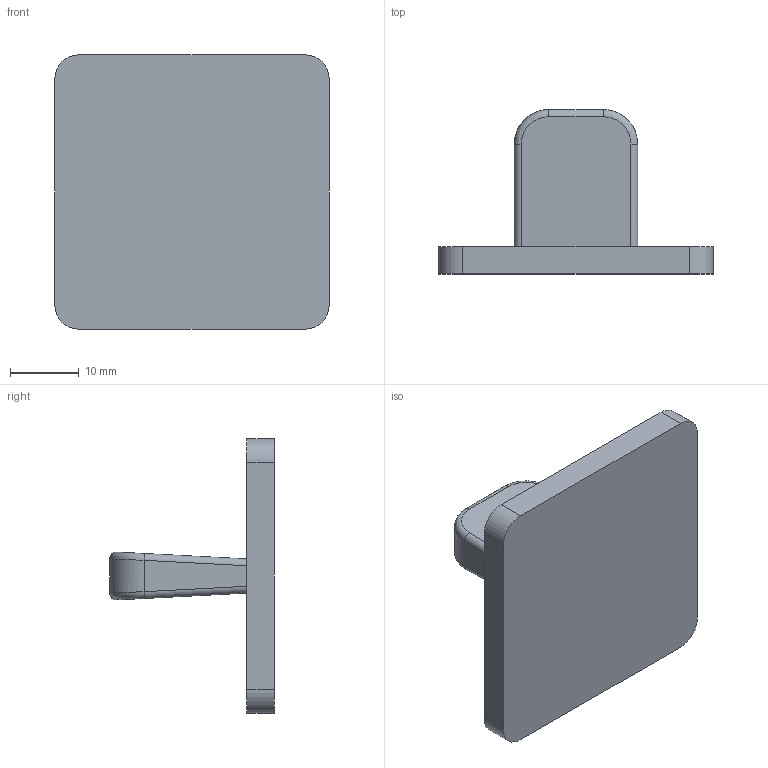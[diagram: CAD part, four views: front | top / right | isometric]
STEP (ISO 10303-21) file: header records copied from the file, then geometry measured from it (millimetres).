
FILE_DESCRIPTION(/* description */ (''),/* implementation_level */ '2;1');
FILE_NAME(/* name */ '(Unsaved).step',/* time_stamp */ '2024-10-25T21:08:04+02:00',/* author */ (''),/* organization */ (''),/* preprocessor_version */ 'ST-DEVELOPER v20',/* originating_system */ 'Autodesk Translation Framework v13.20.0.188',/* authorisation */ '');
FILE_SCHEMA (('AUTOMOTIVE_DESIGN { 1 0 10303 214 3 1 1 }'));
Length unit declared in the file: millimetre
Products named in the file (1): (Unsaved)
Bounding box: 40 x 24 x 40 mm (x, y, z)
Volume: 8436.6 mm3; surface area: 5820.2 mm2
Topology: 2 solids, 2 shells, 35 faces, 76 edges, 48 vertices
Faces by surface type: cylinder 16, plane 15, bspline 4
Full cylindrical faces by diameter (mm): 28.053 x2, 35.347 x2
Entity records: 1116 total; most frequent: CARTESIAN_POINT 276, DIRECTION 176, ORIENTED_EDGE 152, EDGE_CURVE 76, AXIS2_PLACEMENT_3D 68, VERTEX_POINT 48, EDGE_LOOP 40, LINE 40
